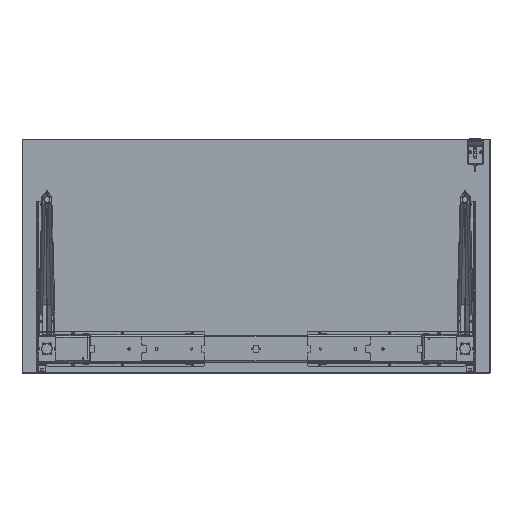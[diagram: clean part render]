
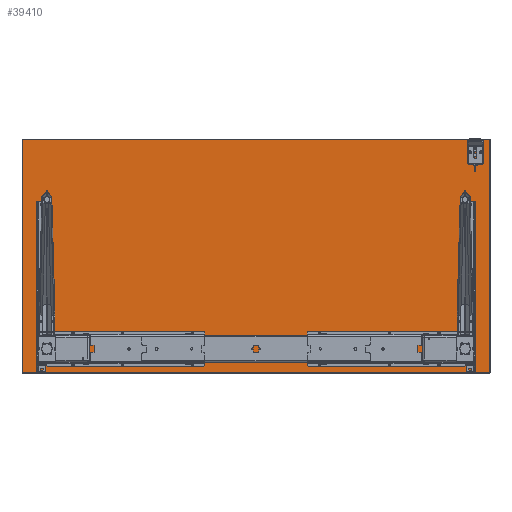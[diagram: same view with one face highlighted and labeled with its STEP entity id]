
A CAD part, front view. The second image highlights one B-rep face of the part: STEP entity #39410.
In plain terms, the highlighted planar face has unit normal (0, -1, 0).
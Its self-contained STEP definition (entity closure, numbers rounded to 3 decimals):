
#671 = ORIENTED_EDGE ( 'NONE', *, *, #16966, .T. ) ;
#4323 = DIRECTION ( 'NONE',  ( 0., 0., -1. ) ) ;
#9281 = DIRECTION ( 'NONE',  ( -1., 0., 0. ) ) ;
#9283 = VERTEX_POINT ( 'NONE', #62610 ) ;
#9643 = PLANE ( 'NONE',  #69773 ) ;
#10019 = LINE ( 'NONE', #49898, #18212 ) ;
#12254 = LINE ( 'NONE', #35415, #47731 ) ;
#16966 = EDGE_CURVE ( 'NONE', #44312, #9283, #56336, .T. ) ;
#17034 = EDGE_CURVE ( 'NONE', #9283, #28797, #10019, .T. ) ;
#18212 = VECTOR ( 'NONE', #21010, 1000. ) ;
#21010 = DIRECTION ( 'NONE',  ( 0., 0., 1. ) ) ;
#23740 = CARTESIAN_POINT ( 'NONE',  ( -799., 690.6, -81.5 ) ) ;
#28797 = VERTEX_POINT ( 'NONE', #68713 ) ;
#32078 = CARTESIAN_POINT ( 'NONE',  ( -800., 690.6, 716.5 ) ) ;
#32420 = CARTESIAN_POINT ( 'NONE',  ( 800., 690.6, -81.5 ) ) ;
#32844 = VECTOR ( 'NONE', #9281, 1000. ) ;
#33191 = CARTESIAN_POINT ( 'NONE',  ( 0., 690.6, 317.5 ) ) ;
#34024 = VECTOR ( 'NONE', #38505, 1000. ) ;
#35415 = CARTESIAN_POINT ( 'NONE',  ( -799., 690.6, -82.5 ) ) ;
#37225 = ORIENTED_EDGE ( 'NONE', *, *, #17034, .T. ) ;
#38505 = DIRECTION ( 'NONE',  ( 1., 0., 0. ) ) ;
#38535 = LINE ( 'NONE', #32078, #32844 ) ;
#39410 = ADVANCED_FACE ( 'NONE', ( #71962 ), #9643, .T. ) ;
#44312 = VERTEX_POINT ( 'NONE', #23740 ) ;
#47731 = VECTOR ( 'NONE', #63888, 1000. ) ;
#49898 = CARTESIAN_POINT ( 'NONE',  ( 799., 690.6, 717.5 ) ) ;
#53552 = ORIENTED_EDGE ( 'NONE', *, *, #71150, .T. ) ;
#56336 = LINE ( 'NONE', #32420, #34024 ) ;
#56339 = DIRECTION ( 'NONE',  ( 0., -1., 0. ) ) ;
#56964 = CARTESIAN_POINT ( 'NONE',  ( -799., 690.6, 716.5 ) ) ;
#57731 = EDGE_CURVE ( 'NONE', #63174, #44312, #12254, .T. ) ;
#62610 = CARTESIAN_POINT ( 'NONE',  ( 799., 690.6, -81.5 ) ) ;
#63174 = VERTEX_POINT ( 'NONE', #56964 ) ;
#63888 = DIRECTION ( 'NONE',  ( 0., 0., -1. ) ) ;
#64922 = ORIENTED_EDGE ( 'NONE', *, *, #57731, .T. ) ;
#68713 = CARTESIAN_POINT ( 'NONE',  ( 799., 690.6, 716.5 ) ) ;
#69773 = AXIS2_PLACEMENT_3D ( 'NONE', #33191, #56339, #4323 ) ;
#70564 = EDGE_LOOP ( 'NONE', ( #64922, #671, #37225, #53552 ) ) ;
#71150 = EDGE_CURVE ( 'NONE', #28797, #63174, #38535, .T. ) ;
#71962 = FACE_OUTER_BOUND ( 'NONE', #70564, .T. ) ;
